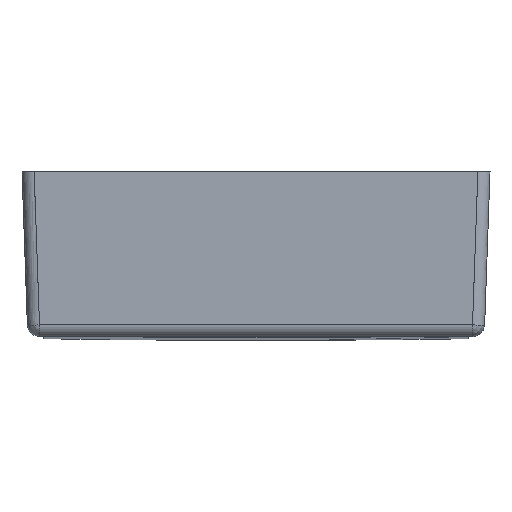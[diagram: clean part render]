
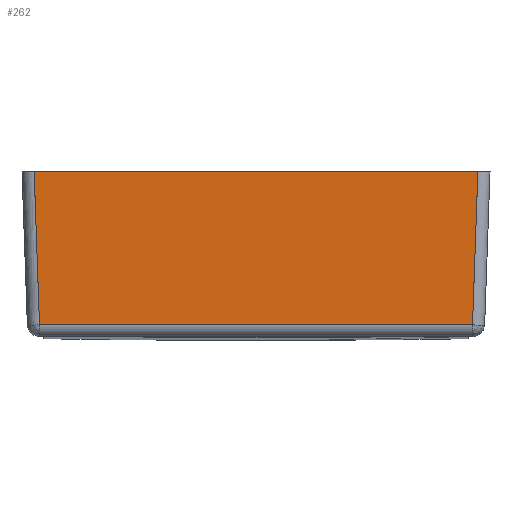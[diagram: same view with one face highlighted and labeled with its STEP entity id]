
A CAD part, left-side view. The second image highlights one B-rep face of the part: STEP entity #262.
In plain terms, the highlighted planar face has unit normal (-0.999, 0, -0.035).
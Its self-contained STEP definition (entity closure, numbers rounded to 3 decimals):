
#262=ADVANCED_FACE('',(#314),#1175,.T.);
#314=FACE_OUTER_BOUND('',#363,.T.);
#363=EDGE_LOOP('',(#452,#453,#454,#455));
#452=ORIENTED_EDGE('',*,*,#662,.T.);
#453=ORIENTED_EDGE('',*,*,#663,.T.);
#454=ORIENTED_EDGE('',*,*,#661,.T.);
#455=ORIENTED_EDGE('',*,*,#660,.T.);
#660=EDGE_CURVE('',#1009,#1010,#859,.T.);
#661=EDGE_CURVE('',#1008,#1009,#860,.T.);
#662=EDGE_CURVE('',#1010,#1011,#861,.T.);
#663=EDGE_CURVE('',#1011,#1008,#862,.T.);
#859=B_SPLINE_CURVE_WITH_KNOTS('',1,(#1520,#1521,#1522),.UNSPECIFIED.,.F.,
 .F.,(2,1,2),(-103.998,-23.615,-5.891),
 .UNSPECIFIED.);
#860=B_SPLINE_CURVE_WITH_KNOTS('',1,(#1523,#1524),.UNSPECIFIED.,.F.,.F.,
(2,2),(0.,357.21),.UNSPECIFIED.);
#861=B_SPLINE_CURVE_WITH_KNOTS('',1,(#1525,#1526),.UNSPECIFIED.,.F.,.F.,
(2,2),(17.425,383.459),.UNSPECIFIED.);
#862=B_SPLINE_CURVE_WITH_KNOTS('',1,(#1527,#1528,#1529),.UNSPECIFIED.,.F.,
 .F.,(2,1,2),(-107.421,-89.698,-9.314),
 .UNSPECIFIED.);
#1008=VERTEX_POINT('',#1516);
#1009=VERTEX_POINT('',#1517);
#1010=VERTEX_POINT('',#1518);
#1011=VERTEX_POINT('',#1519);
#1175=PLANE('',#1211);
#1211=AXIS2_PLACEMENT_3D('',#1515,#1230,$);
#1230=DIRECTION('',(-0.999,0.,-0.035));
#1515=CARTESIAN_POINT('',(-318.965,-245.442,166.38));
#1516=CARTESIAN_POINT('',(-313.599,178.605,12.708));
#1517=CARTESIAN_POINT('',(-313.599,-178.605,12.708));
#1518=CARTESIAN_POINT('',(-318.011,-183.017,139.057));
#1519=CARTESIAN_POINT('',(-318.011,183.017,139.057));
#1520=CARTESIAN_POINT('',(-313.599,-178.605,12.708));
#1521=CARTESIAN_POINT('',(-317.214,-182.22,116.231));
#1522=CARTESIAN_POINT('',(-318.011,-183.017,139.057));
#1523=CARTESIAN_POINT('',(-313.599,178.605,12.708));
#1524=CARTESIAN_POINT('',(-313.599,-178.605,12.708));
#1525=CARTESIAN_POINT('',(-318.011,-183.017,139.057));
#1526=CARTESIAN_POINT('',(-318.011,183.017,139.057));
#1527=CARTESIAN_POINT('',(-318.011,183.017,139.057));
#1528=CARTESIAN_POINT('',(-317.214,182.22,116.231));
#1529=CARTESIAN_POINT('',(-313.599,178.605,12.708));
